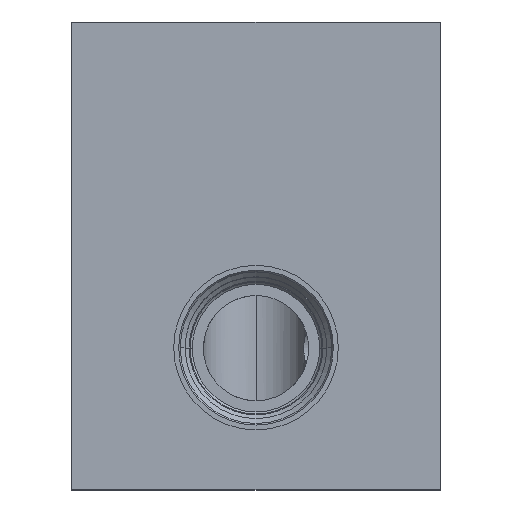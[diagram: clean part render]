
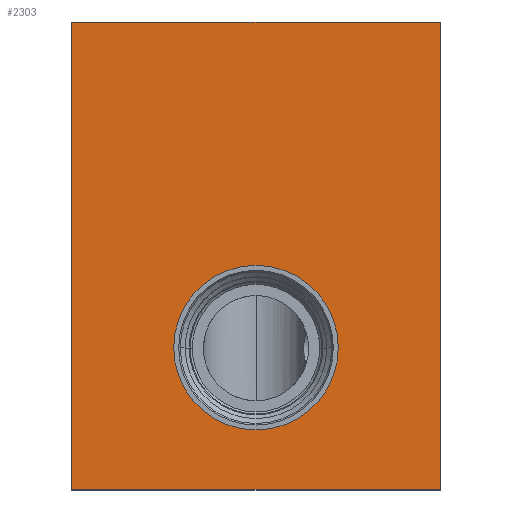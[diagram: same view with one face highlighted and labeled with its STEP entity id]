
A CAD part, top view. The second image highlights one B-rep face of the part: STEP entity #2303.
In plain terms, the highlighted planar face has unit normal (0, 0, 1).
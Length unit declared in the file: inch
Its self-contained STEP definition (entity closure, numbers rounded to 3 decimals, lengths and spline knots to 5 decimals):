
#173=DIRECTION('',(0.,-1.,0.));
#174=VECTOR('',#173,4.438);
#175=CARTESIAN_POINT('',(0.,0.,4.875));
#176=LINE('',#175,#174);
#177=DIRECTION('',(-1.,0.,0.));
#178=VECTOR('',#177,3.5);
#179=CARTESIAN_POINT('',(3.5,0.,4.875));
#180=LINE('',#179,#178);
#181=DIRECTION('',(0.,1.,0.));
#182=VECTOR('',#181,4.438);
#183=CARTESIAN_POINT('',(3.5,-4.438,4.875));
#184=LINE('',#183,#182);
#185=DIRECTION('',(1.,0.,0.));
#186=VECTOR('',#185,3.5);
#187=CARTESIAN_POINT('',(0.,-4.438,4.875));
#188=LINE('',#187,#186);
#189=CARTESIAN_POINT('',(1.75,-3.094,4.875));
#190=DIRECTION('',(0.,0.,-1.));
#191=DIRECTION('',(-1.,0.,0.));
#192=AXIS2_PLACEMENT_3D('',#189,#190,#191);
#194=CARTESIAN_POINT('',(1.75,-3.094,4.875));
#195=DIRECTION('',(0.,0.,-1.));
#196=DIRECTION('',(1.,0.,0.));
#197=AXIS2_PLACEMENT_3D('',#194,#195,#196);
#1805=CARTESIAN_POINT('',(0.,0.,4.875));
#1806=CARTESIAN_POINT('',(0.,-4.438,4.875));
#1807=VERTEX_POINT('',#1805);
#1808=VERTEX_POINT('',#1806);
#1809=CARTESIAN_POINT('',(3.5,-4.438,4.875));
#1810=VERTEX_POINT('',#1809);
#1811=CARTESIAN_POINT('',(3.5,0.,4.875));
#1812=VERTEX_POINT('',#1811);
#1849=CARTESIAN_POINT('',(2.532,-3.094,4.875));
#1850=VERTEX_POINT('',#1849);
#1855=CARTESIAN_POINT('',(0.968,-3.094,4.875));
#1856=VERTEX_POINT('',#1855);
#2286=CARTESIAN_POINT('',(0.,0.,4.875));
#2287=DIRECTION('',(0.,0.,1.));
#2288=DIRECTION('',(1.,0.,0.));
#2289=AXIS2_PLACEMENT_3D('',#2286,#2287,#2288);
#2290=PLANE('',#2289);
#2291=ORIENTED_EDGE('',*,*,#2160,.F.);
#2292=ORIENTED_EDGE('',*,*,#2187,.F.);
#2293=ORIENTED_EDGE('',*,*,#2231,.F.);
#2294=ORIENTED_EDGE('',*,*,#2250,.F.);
#2295=EDGE_LOOP('',(#2291,#2292,#2293,#2294));
#2296=FACE_OUTER_BOUND('',#2295,.F.);
#2298=ORIENTED_EDGE('',*,*,#2297,.F.);
#2300=ORIENTED_EDGE('',*,*,#2299,.F.);
#2301=EDGE_LOOP('',(#2298,#2300));
#2302=FACE_BOUND('',#2301,.F.);
#2303=ADVANCED_FACE('',(#2296,#2302),#2290,.T.);
#193=CIRCLE('',#192,0.782);
#198=CIRCLE('',#197,0.782);
#2160=EDGE_CURVE('',#1807,#1808,#176,.T.);
#2187=EDGE_CURVE('',#1812,#1807,#180,.T.);
#2231=EDGE_CURVE('',#1810,#1812,#184,.T.);
#2250=EDGE_CURVE('',#1808,#1810,#188,.T.);
#2297=EDGE_CURVE('',#1856,#1850,#193,.T.);
#2299=EDGE_CURVE('',#1850,#1856,#198,.T.);
